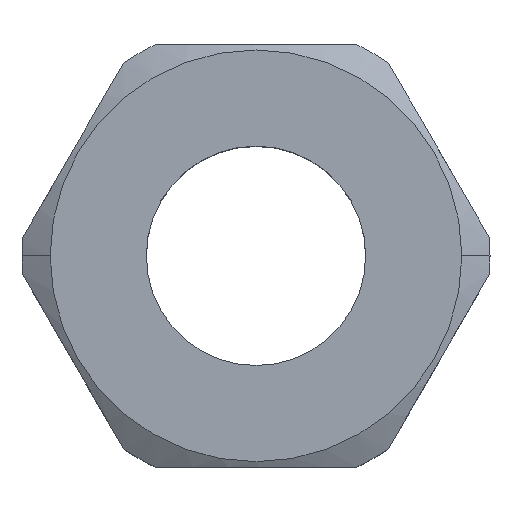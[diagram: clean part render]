
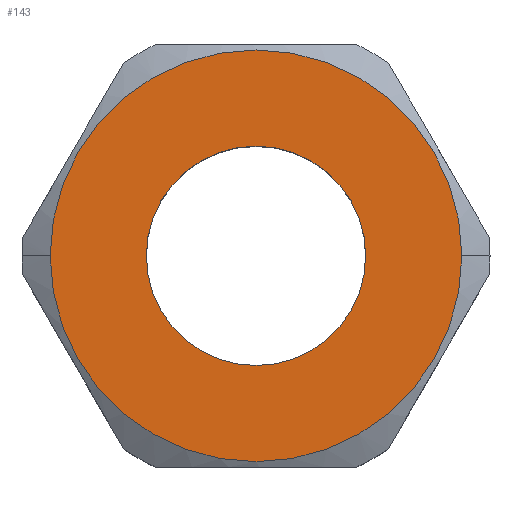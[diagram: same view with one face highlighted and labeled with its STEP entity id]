
A CAD part, top view. The second image highlights one B-rep face of the part: STEP entity #143.
In plain terms, the highlighted planar face has unit normal (0, 0, 1).
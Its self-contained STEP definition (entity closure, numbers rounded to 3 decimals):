
#24 = CARTESIAN_POINT ( 'NONE',  ( -3.376, 0., 6.5 ) ) ;
#50 = CARTESIAN_POINT ( 'NONE',  ( 6.335, 0., 6.5 ) ) ;
#63 = AXIS2_PLACEMENT_3D ( 'NONE', #378, #560, #120 ) ;
#107 = AXIS2_PLACEMENT_3D ( 'NONE', #250, #319, #746 ) ;
#110 = DIRECTION ( 'NONE',  ( 1., 0., 0. ) ) ;
#115 = EDGE_CURVE ( 'NONE', #765, #584, #773, .T. ) ;
#120 = DIRECTION ( 'NONE',  ( 1., 0., 0. ) ) ;
#124 = PLANE ( 'NONE',  #107 ) ;
#125 = ORIENTED_EDGE ( 'NONE', *, *, #115, .F. ) ;
#143 = ADVANCED_FACE ( 'NONE', ( #374, #663 ), #124, .T. ) ;
#158 = EDGE_LOOP ( 'NONE', ( #535, #125 ) ) ;
#172 = CIRCLE ( 'NONE', #574, 3.376 ) ;
#175 = DIRECTION ( 'NONE',  ( 0., 0., 1. ) ) ;
#187 = ORIENTED_EDGE ( 'NONE', *, *, #718, .T. ) ;
#203 = DIRECTION ( 'NONE',  ( 0., 0., 1. ) ) ;
#231 = CARTESIAN_POINT ( 'NONE',  ( 0., 0., 6.5 ) ) ;
#250 = CARTESIAN_POINT ( 'NONE',  ( 0., 0., 6.5 ) ) ;
#259 = CARTESIAN_POINT ( 'NONE',  ( 3.376, 0., 6.5 ) ) ;
#300 = ORIENTED_EDGE ( 'NONE', *, *, #464, .T. ) ;
#319 = DIRECTION ( 'NONE',  ( 0., 0., 1. ) ) ;
#374 = FACE_OUTER_BOUND ( 'NONE', #494, .T. ) ;
#378 = CARTESIAN_POINT ( 'NONE',  ( 0., 0., 6.5 ) ) ;
#389 = CARTESIAN_POINT ( 'NONE',  ( 0., 0., 6.5 ) ) ;
#403 = EDGE_CURVE ( 'NONE', #584, #765, #172, .T. ) ;
#405 = DIRECTION ( 'NONE',  ( 1., 0., 0. ) ) ;
#420 = DIRECTION ( 'NONE',  ( 0., 0., 1. ) ) ;
#464 = EDGE_CURVE ( 'NONE', #708, #493, #724, .T. ) ;
#493 = VERTEX_POINT ( 'NONE', #50 ) ;
#494 = EDGE_LOOP ( 'NONE', ( #300, #187 ) ) ;
#508 = DIRECTION ( 'NONE',  ( 1., 0., 0. ) ) ;
#535 = ORIENTED_EDGE ( 'NONE', *, *, #403, .F. ) ;
#560 = DIRECTION ( 'NONE',  ( 0., 0., 1. ) ) ;
#574 = AXIS2_PLACEMENT_3D ( 'NONE', #231, #420, #405 ) ;
#584 = VERTEX_POINT ( 'NONE', #24 ) ;
#643 = AXIS2_PLACEMENT_3D ( 'NONE', #795, #175, #110 ) ;
#663 = FACE_BOUND ( 'NONE', #158, .T. ) ;
#683 = CIRCLE ( 'NONE', #706, 6.335 ) ;
#706 = AXIS2_PLACEMENT_3D ( 'NONE', #389, #203, #508 ) ;
#708 = VERTEX_POINT ( 'NONE', #771 ) ;
#718 = EDGE_CURVE ( 'NONE', #493, #708, #683, .T. ) ;
#724 = CIRCLE ( 'NONE', #643, 6.335 ) ;
#746 = DIRECTION ( 'NONE',  ( 1., 0., 0. ) ) ;
#765 = VERTEX_POINT ( 'NONE', #259 ) ;
#771 = CARTESIAN_POINT ( 'NONE',  ( -6.335, 0., 6.5 ) ) ;
#773 = CIRCLE ( 'NONE', #63, 3.376 ) ;
#795 = CARTESIAN_POINT ( 'NONE',  ( 0., 0., 6.5 ) ) ;
